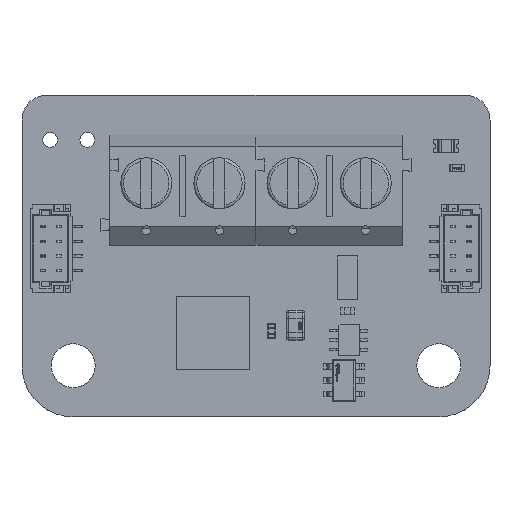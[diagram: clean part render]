
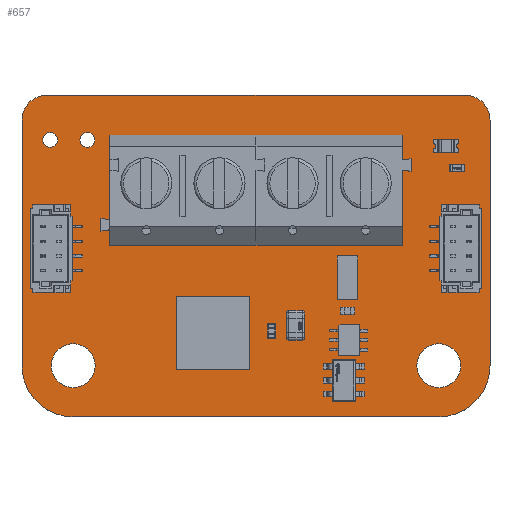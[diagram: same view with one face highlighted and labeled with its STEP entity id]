
A CAD part, top view. The second image highlights one B-rep face of the part: STEP entity #657.
In plain terms, the highlighted planar face has unit normal (0, 0, 1).
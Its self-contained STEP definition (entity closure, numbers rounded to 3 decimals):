
#104 = VERTEX_POINT('',#105);
#105 = CARTESIAN_POINT('',(0.,3.5,1.595));
#111 = EDGE_CURVE('',#104,#112,#114,.T.);
#112 = VERTEX_POINT('',#113);
#113 = CARTESIAN_POINT('',(0.,20.293,1.595));
#114 = LINE('',#115,#116);
#115 = CARTESIAN_POINT('',(0.,3.5,1.595));
#116 = VECTOR('',#117,1.);
#117 = DIRECTION('',(0.,1.,0.));
#142 = EDGE_CURVE('',#112,#143,#145,.T.);
#143 = VERTEX_POINT('',#144);
#144 = CARTESIAN_POINT('',(1.707,22.,1.595));
#145 = CIRCLE('',#146,1.707);
#146 = AXIS2_PLACEMENT_3D('',#147,#148,#149);
#147 = CARTESIAN_POINT('',(1.707,20.293,1.595));
#148 = DIRECTION('',(0.,0.,-1.));
#149 = DIRECTION('',(-1.,0.,0.));
#175 = EDGE_CURVE('',#143,#176,#178,.T.);
#176 = VERTEX_POINT('',#177);
#177 = CARTESIAN_POINT('',(30.293,22.,1.595));
#178 = LINE('',#179,#180);
#179 = CARTESIAN_POINT('',(1.707,22.,1.595));
#180 = VECTOR('',#181,1.);
#181 = DIRECTION('',(1.,0.,0.));
#206 = EDGE_CURVE('',#176,#207,#209,.T.);
#207 = VERTEX_POINT('',#208);
#208 = CARTESIAN_POINT('',(32.,20.293,1.595));
#209 = CIRCLE('',#210,1.707);
#210 = AXIS2_PLACEMENT_3D('',#211,#212,#213);
#211 = CARTESIAN_POINT('',(30.293,20.293,1.595));
#212 = DIRECTION('',(0.,0.,-1.));
#213 = DIRECTION('',(0.,1.,0.));
#239 = EDGE_CURVE('',#207,#240,#242,.T.);
#240 = VERTEX_POINT('',#241);
#241 = CARTESIAN_POINT('',(32.,3.5,1.595));
#242 = LINE('',#243,#244);
#243 = CARTESIAN_POINT('',(32.,20.293,1.595));
#244 = VECTOR('',#245,1.);
#245 = DIRECTION('',(0.,-1.,0.));
#270 = EDGE_CURVE('',#240,#271,#273,.T.);
#271 = VERTEX_POINT('',#272);
#272 = CARTESIAN_POINT('',(28.5,0.,1.595));
#273 = CIRCLE('',#274,3.5);
#274 = AXIS2_PLACEMENT_3D('',#275,#276,#277);
#275 = CARTESIAN_POINT('',(28.5,3.5,1.595));
#276 = DIRECTION('',(0.,0.,-1.));
#277 = DIRECTION('',(1.,0.,0.));
#303 = EDGE_CURVE('',#271,#304,#306,.T.);
#304 = VERTEX_POINT('',#305);
#305 = CARTESIAN_POINT('',(3.5,0.,1.595));
#306 = LINE('',#307,#308);
#307 = CARTESIAN_POINT('',(28.5,0.,1.595));
#308 = VECTOR('',#309,1.);
#309 = DIRECTION('',(-1.,0.,0.));
#334 = EDGE_CURVE('',#304,#104,#335,.T.);
#335 = CIRCLE('',#336,3.5);
#336 = AXIS2_PLACEMENT_3D('',#337,#338,#339);
#337 = CARTESIAN_POINT('',(3.5,3.5,1.595));
#338 = DIRECTION('',(0.,0.,-1.));
#339 = DIRECTION('',(0.,-1.,0.));
#360 = VERTEX_POINT('',#361);
#361 = CARTESIAN_POINT('',(5.,3.5,1.595));
#367 = EDGE_CURVE('',#360,#360,#368,.T.);
#368 = CIRCLE('',#369,1.5);
#369 = AXIS2_PLACEMENT_3D('',#370,#371,#372);
#370 = CARTESIAN_POINT('',(3.5,3.5,1.595));
#371 = DIRECTION('',(0.,0.,1.));
#372 = DIRECTION('',(1.,0.,-0.));
#393 = VERTEX_POINT('',#394);
#394 = CARTESIAN_POINT('',(9.15,15.95,1.595));
#400 = EDGE_CURVE('',#393,#393,#401,.T.);
#401 = CIRCLE('',#402,0.65);
#402 = AXIS2_PLACEMENT_3D('',#403,#404,#405);
#403 = CARTESIAN_POINT('',(8.5,15.95,1.595));
#404 = DIRECTION('',(0.,0.,1.));
#405 = DIRECTION('',(1.,0.,-0.));
#426 = VERTEX_POINT('',#427);
#427 = CARTESIAN_POINT('',(2.438,18.94,1.595));
#433 = EDGE_CURVE('',#426,#426,#434,.T.);
#434 = CIRCLE('',#435,0.508);
#435 = AXIS2_PLACEMENT_3D('',#436,#437,#438);
#436 = CARTESIAN_POINT('',(1.93,18.94,1.595));
#437 = DIRECTION('',(0.,0.,1.));
#438 = DIRECTION('',(1.,0.,-0.));
#459 = VERTEX_POINT('',#460);
#460 = CARTESIAN_POINT('',(4.978,18.94,1.595));
#466 = EDGE_CURVE('',#459,#459,#467,.T.);
#467 = CIRCLE('',#468,0.508);
#468 = AXIS2_PLACEMENT_3D('',#469,#470,#471);
#469 = CARTESIAN_POINT('',(4.47,18.94,1.595));
#470 = DIRECTION('',(0.,0.,1.));
#471 = DIRECTION('',(1.,0.,-0.));
#492 = VERTEX_POINT('',#493);
#493 = CARTESIAN_POINT('',(24.15,15.95,1.595));
#499 = EDGE_CURVE('',#492,#492,#500,.T.);
#500 = CIRCLE('',#501,0.65);
#501 = AXIS2_PLACEMENT_3D('',#502,#503,#504);
#502 = CARTESIAN_POINT('',(23.5,15.95,1.595));
#503 = DIRECTION('',(0.,0.,1.));
#504 = DIRECTION('',(1.,0.,-0.));
#525 = VERTEX_POINT('',#526);
#526 = CARTESIAN_POINT('',(30.,3.5,1.595));
#532 = EDGE_CURVE('',#525,#525,#533,.T.);
#533 = CIRCLE('',#534,1.5);
#534 = AXIS2_PLACEMENT_3D('',#535,#536,#537);
#535 = CARTESIAN_POINT('',(28.5,3.5,1.595));
#536 = DIRECTION('',(0.,0.,1.));
#537 = DIRECTION('',(1.,0.,-0.));
#558 = VERTEX_POINT('',#559);
#559 = CARTESIAN_POINT('',(14.15,15.95,1.595));
#565 = EDGE_CURVE('',#558,#558,#566,.T.);
#566 = CIRCLE('',#567,0.65);
#567 = AXIS2_PLACEMENT_3D('',#568,#569,#570);
#568 = CARTESIAN_POINT('',(13.5,15.95,1.595));
#569 = DIRECTION('',(0.,0.,1.));
#570 = DIRECTION('',(1.,0.,-0.));
#591 = VERTEX_POINT('',#592);
#592 = CARTESIAN_POINT('',(19.15,15.95,1.595));
#598 = EDGE_CURVE('',#591,#591,#599,.T.);
#599 = CIRCLE('',#600,0.65);
#600 = AXIS2_PLACEMENT_3D('',#601,#602,#603);
#601 = CARTESIAN_POINT('',(18.5,15.95,1.595));
#602 = DIRECTION('',(0.,0.,1.));
#603 = DIRECTION('',(1.,0.,-0.));
#657 = ADVANCED_FACE('',(#658,#668,#671,#674,#677,#680,#683,#686,#689),
  #692,.F.);
#658 = FACE_BOUND('',#659,.F.);
#659 = EDGE_LOOP('',(#660,#661,#662,#663,#664,#665,#666,#667));
#660 = ORIENTED_EDGE('',*,*,#111,.T.);
#661 = ORIENTED_EDGE('',*,*,#142,.T.);
#662 = ORIENTED_EDGE('',*,*,#175,.T.);
#663 = ORIENTED_EDGE('',*,*,#206,.T.);
#664 = ORIENTED_EDGE('',*,*,#239,.T.);
#665 = ORIENTED_EDGE('',*,*,#270,.T.);
#666 = ORIENTED_EDGE('',*,*,#303,.T.);
#667 = ORIENTED_EDGE('',*,*,#334,.T.);
#668 = FACE_BOUND('',#669,.F.);
#669 = EDGE_LOOP('',(#670));
#670 = ORIENTED_EDGE('',*,*,#367,.T.);
#671 = FACE_BOUND('',#672,.F.);
#672 = EDGE_LOOP('',(#673));
#673 = ORIENTED_EDGE('',*,*,#400,.T.);
#674 = FACE_BOUND('',#675,.F.);
#675 = EDGE_LOOP('',(#676));
#676 = ORIENTED_EDGE('',*,*,#433,.T.);
#677 = FACE_BOUND('',#678,.F.);
#678 = EDGE_LOOP('',(#679));
#679 = ORIENTED_EDGE('',*,*,#466,.T.);
#680 = FACE_BOUND('',#681,.F.);
#681 = EDGE_LOOP('',(#682));
#682 = ORIENTED_EDGE('',*,*,#499,.T.);
#683 = FACE_BOUND('',#684,.F.);
#684 = EDGE_LOOP('',(#685));
#685 = ORIENTED_EDGE('',*,*,#532,.T.);
#686 = FACE_BOUND('',#687,.F.);
#687 = EDGE_LOOP('',(#688));
#688 = ORIENTED_EDGE('',*,*,#565,.T.);
#689 = FACE_BOUND('',#690,.F.);
#690 = EDGE_LOOP('',(#691));
#691 = ORIENTED_EDGE('',*,*,#598,.T.);
#692 = PLANE('',#693);
#693 = AXIS2_PLACEMENT_3D('',#694,#695,#696);
#694 = CARTESIAN_POINT('',(16.,11.186,1.595));
#695 = DIRECTION('',(-0.,-0.,-1.));
#696 = DIRECTION('',(-1.,0.,0.));
